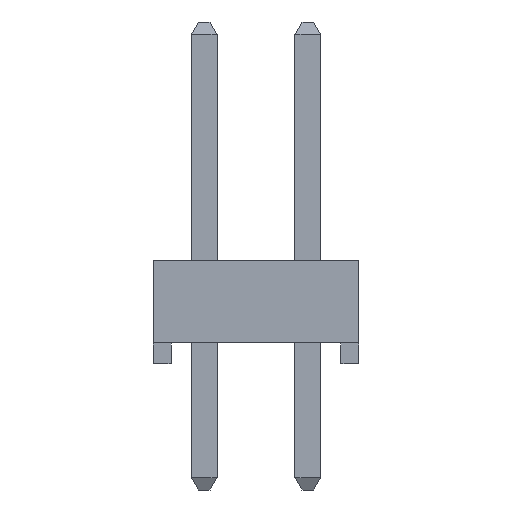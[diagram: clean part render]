
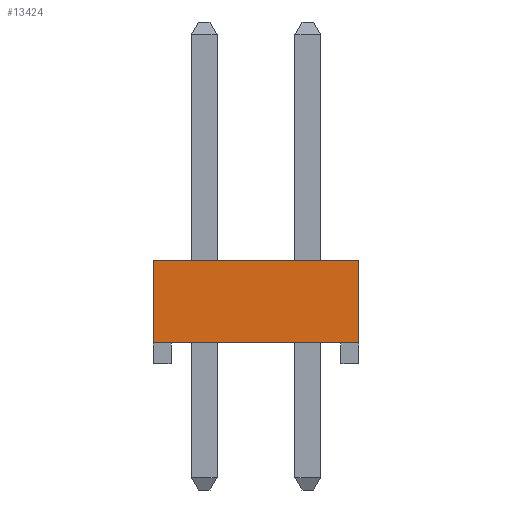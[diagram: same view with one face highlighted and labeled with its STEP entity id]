
A CAD part, left-side view. The second image highlights one B-rep face of the part: STEP entity #13424.
In plain terms, the highlighted planar face has unit normal (-1, 0, 0).
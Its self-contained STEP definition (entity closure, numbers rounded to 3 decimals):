
#13084=CARTESIAN_POINT('',(-15.24,-2.515,0.508));
#13085=VERTEX_POINT('',#13084);
#13092=CARTESIAN_POINT('',(-15.24,2.515,0.508));
#13093=VERTEX_POINT('',#13092);
#13094=CARTESIAN_POINT('',(-15.24,-2.515,0.508));
#13095=DIRECTION('',(0.0,1.0,0.0));
#13096=VECTOR('',#13095,5.03);
#13097=LINE('',#13094,#13096);
#13098=EDGE_CURVE('',#13085,#13093,#13097,.T.);
#13347=CARTESIAN_POINT('',(-15.24,-2.515,2.54));
#13348=VERTEX_POINT('',#13347);
#13355=CARTESIAN_POINT('',(-15.24,-2.515,2.54));
#13356=DIRECTION('',(0.0,0.0,-1.0));
#13357=VECTOR('',#13356,2.032);
#13358=LINE('',#13355,#13357);
#13359=EDGE_CURVE('',#13348,#13085,#13358,.T.);
#13391=CARTESIAN_POINT('',(-15.24,2.515,2.54));
#13392=VERTEX_POINT('',#13391);
#13393=CARTESIAN_POINT('',(-15.24,2.515,0.508));
#13394=DIRECTION('',(0.0,0.0,1.0));
#13395=VECTOR('',#13394,2.032);
#13396=LINE('',#13393,#13395);
#13397=EDGE_CURVE('',#13093,#13392,#13396,.T.);
#13408=CARTESIAN_POINT('',(-15.24,0.,1.524));
#13409=DIRECTION('',(1.0,0.0,0.0));
#13410=DIRECTION('',(0.0,1.0,0.0));
#13411=AXIS2_PLACEMENT_3D('',#13408,#13409,#13410);
#13412=PLANE('',#13411);
#13413=CARTESIAN_POINT('',(-15.24,-2.515,2.54));
#13414=DIRECTION('',(0.0,1.0,0.0));
#13415=VECTOR('',#13414,5.03);
#13416=LINE('',#13413,#13415);
#13417=EDGE_CURVE('',#13348,#13392,#13416,.T.);
#13418=ORIENTED_EDGE('',*,*,#13417,.T.);
#13419=ORIENTED_EDGE('',*,*,#13397,.F.);
#13420=ORIENTED_EDGE('',*,*,#13098,.F.);
#13421=ORIENTED_EDGE('',*,*,#13359,.F.);
#13422=EDGE_LOOP('',(#13418,#13419,#13420,#13421));
#13423=FACE_OUTER_BOUND('',#13422,.T.);
#13424=ADVANCED_FACE('',(#13423),#13412,.F.);
